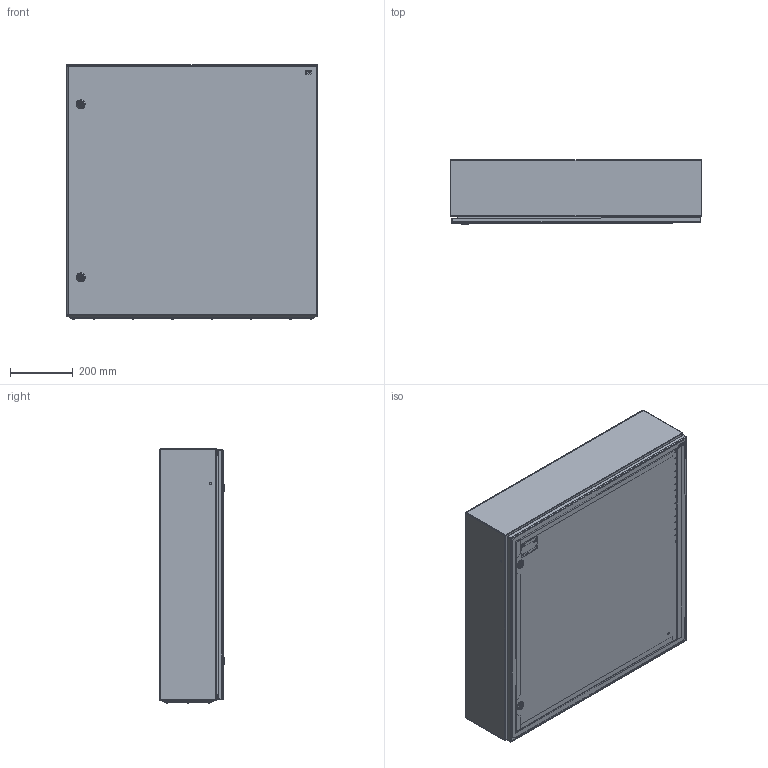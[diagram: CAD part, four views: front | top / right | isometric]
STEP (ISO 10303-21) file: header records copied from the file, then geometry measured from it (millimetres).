
FILE_DESCRIPTION((''),'2;1');
FILE_NAME('GT_80_80_20_ASM','2021-11-04T',('marketing.praksa'),('Audax d.o.o.'),'CREO PARAMETRIC BY PTC INC, 2017480','CREO PARAMETRIC BY PTC INC, 2017480','');
FILE_SCHEMA(('AUTOMOTIVE_DESIGN { 1 0 10303 214 1 1 1 1 }'));
Products named in the file (69): KOR_GT_80-80-20_1; ZAWIAS_1_2_3_4_5_6_7_8_9_10_1_2; TULEJA_1_2_3_4_5_6_7_8_9_10_1_2; PLYTA_1_2_3_4_5_6_7_8_9_10_11_2; NAKRETKA_M8_1_2_3_4_5_6_7_8__11; ZASLEPKA_10_7_1_2_3_4_5_6_7__11; PRZEPUST_1_2_3_4_5_6_7_8_9_1__1; PRZEPUST_1_2_3_4_5_6_7_8_9_1__3; PODKLADKA_FI10_FI5_GR-47225_1; PODKLADKA_FI10_FI5_GR-47226_1; PODKLADKA_FI10_FI5_GR-47227_1; PODKLADKA_FI10_FI5_GR-47228_1; PODKLADKA_FI10_FI5_GR-47229_1; PODKLADKA_FI10_FI5_GR-47230_1; PODKLADKA_FI10_FI5_GR-47231_1; PODKLADKA_FI10_FI5_GR-47232_1; PODKLADKA_FI10_FI5_GR-47233_1; PODKLADKA_FI10_FI5_GR-47234_1; PODKLADKA_FI10_FI5_GR-47235_1; PODKLADKA_FI10_FI5_GR-47236_1; PODKLADKA_FI10_FI5_GR-47237_1; PODKLADKA_FI10_FI5_GR-47238_1; PRZEPUST_1_2_3_4_5_6_7_8_9_1__4; PRZEPUST_1_2_3_4_5_6_7_8_9_1__5; PRZEPUST_1_2_3_4_5_6_7_8_9_1__6; PRZEPUST_1_2_3_4_5_6_7_8_9_1__7; PRZEPUST_1_2_3_4_5_6_7_8_9_1__8; PRZEPUST_1_2_3_4_5_6_7_8_9_1__9; PRZEPUST_1_2_3_4_5_6_7_8_9_1_10; PRZEPUST_1_2_3_4_5_6_7_8_9_1_12; PRZEPUST_1_2_3_4_5_6_7_8_9_1_13; PRZEPUST_1_2_3_4_5_6_7_8_9_1__2; PRZEPUST_1_2_3_4_5_6_7_8_9_1_16; PRZEPUST_1_2_3_4_5_6_7_8_9_1_17; PRZEPUST_1_2_3_4_5_6_7_8_9_1_18; PRZEPUST_1_2_3_4_5_6_7_8_9_1_19; DRZWI_1_2_3_4_5_6_7_8_9__59_1_1; DRZWI_1_2_3_4_5_6_7_8_9_60_1_1; ZAWIAS_3_ST47_002_ELEMENT-47261; ZAWIAS_3_ST47_002_ELEMENT-47262 ...
Assembly tree (79 placements, depth 2):
  GT_80_80_20_ASM
    KOR_GT_80-80-20_1
    ZAWIAS_1_2_3_4_5_6_7_8_9_10_1_2  x3
    TULEJA_1_2_3_4_5_6_7_8_9_10_1_2  x4
    PLYTA_1_2_3_4_5_6_7_8_9_10_11_2
    NAKRETKA_M8_1_2_3_4_5_6_7_8__11  x4
    ZASLEPKA_10_7_1_2_3_4_5_6_7__11  x4
    PRZEPUST_1_2_3_4_5_6_7_8_9_1__1
    PRZEPUST_1_2_3_4_5_6_7_8_9_1__3
    PODKLADKA_FI10_FI5_GR-47225_1
    PODKLADKA_FI10_FI5_GR-47226_1
    PODKLADKA_FI10_FI5_GR-47227_1
    PODKLADKA_FI10_FI5_GR-47228_1
    PODKLADKA_FI10_FI5_GR-47229_1
    PODKLADKA_FI10_FI5_GR-47230_1
    PODKLADKA_FI10_FI5_GR-47231_1
    PODKLADKA_FI10_FI5_GR-47232_1
    PODKLADKA_FI10_FI5_GR-47233_1
    PODKLADKA_FI10_FI5_GR-47234_1
    PODKLADKA_FI10_FI5_GR-47235_1
    PODKLADKA_FI10_FI5_GR-47236_1
    PODKLADKA_FI10_FI5_GR-47237_1
    PODKLADKA_FI10_FI5_GR-47238_1
    PRZEPUST_1_2_3_4_5_6_7_8_9_1__4
    PRZEPUST_1_2_3_4_5_6_7_8_9_1__5
    PRZEPUST_1_2_3_4_5_6_7_8_9_1__6
    PRZEPUST_1_2_3_4_5_6_7_8_9_1__7
    PRZEPUST_1_2_3_4_5_6_7_8_9_1__8
    PRZEPUST_1_2_3_4_5_6_7_8_9_1__9
    PRZEPUST_1_2_3_4_5_6_7_8_9_1_10
    PRZEPUST_1_2_3_4_5_6_7_8_9_1_12
    PRZEPUST_1_2_3_4_5_6_7_8_9_1_13
    PRZEPUST_1_2_3_4_5_6_7_8_9_1__2
    PRZEPUST_1_2_3_4_5_6_7_8_9_1_16
    PRZEPUST_1_2_3_4_5_6_7_8_9_1_17
    PRZEPUST_1_2_3_4_5_6_7_8_9_1_18
    PRZEPUST_1_2_3_4_5_6_7_8_9_1_19
    DRZWI_1_2_3_4_5_6_7_8_9__59_1_1
    DRZWI_1_2_3_4_5_6_7_8_9_60_1_1
    ZAWIAS_3_ST47_002_ELEMENT-47261
    ZAWIAS_3_ST47_002_ELEMENT-47262
    DRZWI_1_2_3_4_5_6_7_8_9_61_1_1
    DRZWI_1_2_3_4_5_6_7_8_9_62_1_1
    DRZWI_1_2_3_4_5_6_7_8_9_63_1_1
    DRZWI_1_2_3_4_5_6_7_8_9_64_1_1
    ZAWIAS_3_ST47_002_ELEMENT-47267
    DRZWI_1_2_3_4_5_6_7_8_9_65_1_1
    1_EB_1000-U6_H__KORPUS-47269_1
    1_EB_1000-U6_H__WK_ADKA-47270_1
    1_EB_1000-U6_H__SRUBA-47271_1
    DRZWI_1_2_3_4_5_6_7_8_9_66_1
    1_EB_1000-U6_H__NAKR_TKA-47273_
    DRZWI_1_2_3_4_5_6_7_8_9_67_1_1
    1_EB_1000-U6_H__KORPUS-47275_1
    1_EB_1000-U6_H__WK_ADKA-47276_1
    1_EB_1000-U6_H__SRUBA-47277_1
    DRZWI_1_2_3_4_5_6_7_8_9_68_1_1
    1_EB_1000-U6_H__NAKR_TKA-47279_
    DRZWI_1_2_3_4_5_6_7_8_9_69_1_1
    DRZWI_1_2_3_4_5_6_7_8__70_1_1
Bounding box: 800 x 207.56 x 807.94 mm (x, y, z)
Volume: 4469249.3 mm3; surface area: 5756365 mm2
Topology: 79 solids, 79 shells, 3480 faces, 9613 edges, 6407 vertices
Faces by surface type: plane 1479, cylinder 1371, torus 192, cone 142, extrusion 136, bspline 100, sphere 60
Entity records: 131486 total; most frequent: CARTESIAN_POINT 24848, DIRECTION 16256, ORIENTED_EDGE 15522, PRESENTATION_STYLE_ASSIGNMENT 8319, STYLED_ITEM 7829, CURVE_STYLE 7761, EDGE_CURVE 7761, AXIS2_PLACEMENT_3D 6140
